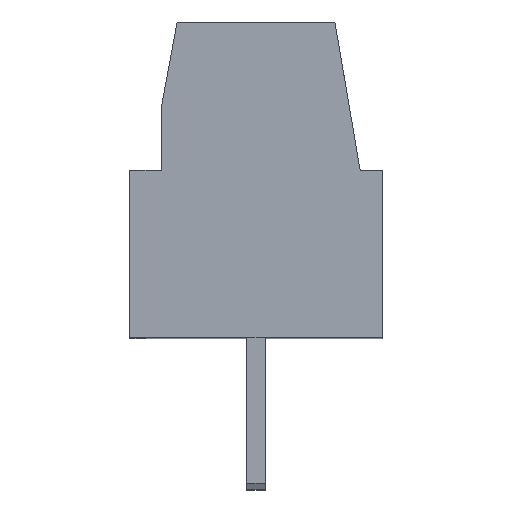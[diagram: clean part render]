
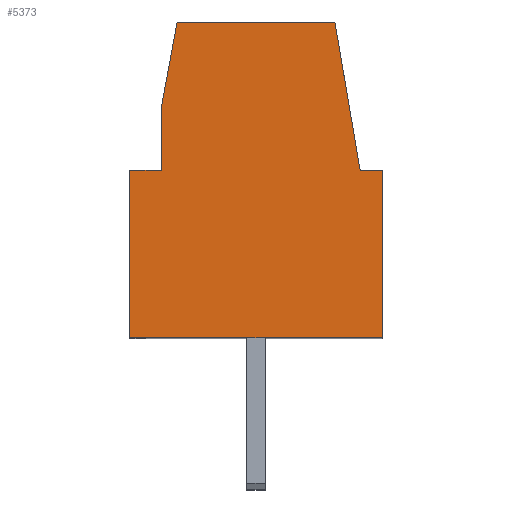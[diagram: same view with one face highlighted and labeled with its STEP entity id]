
A CAD part, top view. The second image highlights one B-rep face of the part: STEP entity #5373.
In plain terms, the highlighted planar face has unit normal (0, 0, 1).
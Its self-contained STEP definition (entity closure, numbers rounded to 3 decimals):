
#1349 = CARTESIAN_POINT ( 'NONE',  ( -2.5, 10., 15. ) ) ;
#1350 = LINE ( 'NONE', #1349, #1408 ) ;
#1351 = DIRECTION ( 'NONE',  ( -1., 0., 0. ) ) ;
#1352 = DIRECTION ( 'NONE',  ( 0., 0., -1. ) ) ;
#1353 = CARTESIAN_POINT ( 'NONE',  ( -3.37, 5.3, 15. ) ) ;
#1354 = AXIS2_PLACEMENT_3D ( 'NONE', #1353, #1352, #1351 ) ;
#1355 = PLANE ( 'NONE',  #1354 ) ;
#1356 = FACE_OUTER_BOUND ( 'NONE', #5374, .T. ) ;
#1407 = DIRECTION ( 'NONE',  ( -1., 0., 0. ) ) ;
#1408 = VECTOR ( 'NONE', #1407, 1000. ) ;
#1946 = CARTESIAN_POINT ( 'NONE',  ( 3.3, 5.3, 15. ) ) ;
#1952 = DIRECTION ( 'NONE',  ( -0.168, 0.986, 0. ) ) ;
#1953 = VECTOR ( 'NONE', #1952, 1000. ) ;
#1954 = CARTESIAN_POINT ( 'NONE',  ( 2.5, 10., 15. ) ) ;
#1955 = LINE ( 'NONE', #1954, #1953 ) ;
#2121 = CARTESIAN_POINT ( 'NONE',  ( 2.5, 10., 15. ) ) ;
#2203 = DIRECTION ( 'NONE',  ( 1., 0., 0. ) ) ;
#2204 = VECTOR ( 'NONE', #2203, 1000. ) ;
#2205 = CARTESIAN_POINT ( 'NONE',  ( 4., 0., 15. ) ) ;
#2206 = LINE ( 'NONE', #2205, #2204 ) ;
#2212 = DIRECTION ( 'NONE',  ( -1., 0., 0. ) ) ;
#2213 = VECTOR ( 'NONE', #2212, 1000. ) ;
#2214 = CARTESIAN_POINT ( 'NONE',  ( -4., 5.3, 15. ) ) ;
#2215 = LINE ( 'NONE', #2214, #2213 ) ;
#2325 = CARTESIAN_POINT ( 'NONE',  ( -4., 0., 15. ) ) ;
#2326 = CARTESIAN_POINT ( 'NONE',  ( 4., 0., 15. ) ) ;
#2764 = LINE ( 'NONE', #2821, #2820 ) ;
#2819 = DIRECTION ( 'NONE',  ( 0., -1., 0. ) ) ;
#2820 = VECTOR ( 'NONE', #2819, 1000. ) ;
#2821 = CARTESIAN_POINT ( 'NONE',  ( -3., 5.3, 15. ) ) ;
#2833 = DIRECTION ( 'NONE',  ( -0.182, -0.983, 0. ) ) ;
#2834 = VECTOR ( 'NONE', #2833, 1000. ) ;
#2835 = CARTESIAN_POINT ( 'NONE',  ( -3., 7.3, 15. ) ) ;
#2836 = LINE ( 'NONE', #2835, #2834 ) ;
#2837 = CARTESIAN_POINT ( 'NONE',  ( -4., 5.3, 15. ) ) ;
#2856 = CARTESIAN_POINT ( 'NONE',  ( -3., 7.3, 15. ) ) ;
#2889 = CARTESIAN_POINT ( 'NONE',  ( -2.5, 10., 15. ) ) ;
#2946 = DIRECTION ( 'NONE',  ( 0., -1., 0. ) ) ;
#2947 = VECTOR ( 'NONE', #2946, 1000. ) ;
#2948 = CARTESIAN_POINT ( 'NONE',  ( -4., 0., 15. ) ) ;
#2949 = LINE ( 'NONE', #2948, #2947 ) ;
#2971 = CARTESIAN_POINT ( 'NONE',  ( -3., 5.3, 15. ) ) ;
#3006 = LINE ( 'NONE', #3072, #3071 ) ;
#3070 = DIRECTION ( 'NONE',  ( -1., 0., 0. ) ) ;
#3071 = VECTOR ( 'NONE', #3070, 1000. ) ;
#3072 = CARTESIAN_POINT ( 'NONE',  ( 3.3, 5.3, 15. ) ) ;
#3149 = CARTESIAN_POINT ( 'NONE',  ( 4., 5.3, 15. ) ) ;
#3159 = DIRECTION ( 'NONE',  ( 0., 1., 0. ) ) ;
#3160 = VECTOR ( 'NONE', #3159, 1000. ) ;
#3161 = CARTESIAN_POINT ( 'NONE',  ( 4., 5.3, 15. ) ) ;
#3162 = LINE ( 'NONE', #3161, #3160 ) ;
#5365 = ORIENTED_EDGE ( 'NONE', *, *, #5567, .T. ) ;
#5366 = ORIENTED_EDGE ( 'NONE', *, *, #5380, .T. ) ;
#5368 = ORIENTED_EDGE ( 'NONE', *, *, #5965, .T. ) ;
#5369 = ORIENTED_EDGE ( 'NONE', *, *, #5926, .T. ) ;
#5370 = ORIENTED_EDGE ( 'NONE', *, *, #5638, .T. ) ;
#5371 = ORIENTED_EDGE ( 'NONE', *, *, #6029, .T. ) ;
#5373 = ADVANCED_FACE ( 'NONE', ( #1356 ), #1355, .F. ) ;
#5374 = EDGE_LOOP ( 'NONE', ( #5375, #5376, #5377, #5369, #5370, #5371, #5368, #5365, #5366 ) ) ;
#5375 = ORIENTED_EDGE ( 'NONE', *, *, #5863, .T. ) ;
#5376 = ORIENTED_EDGE ( 'NONE', *, *, #5831, .T. ) ;
#5377 = ORIENTED_EDGE ( 'NONE', *, *, #5633, .T. ) ;
#5380 = EDGE_CURVE ( 'NONE', #5608, #5897, #1350, .T. ) ;
#5539 = VERTEX_POINT ( 'NONE', #1946 ) ;
#5567 = EDGE_CURVE ( 'NONE', #5539, #5608, #1955, .T. ) ;
#5608 = VERTEX_POINT ( 'NONE', #2121 ) ;
#5633 = EDGE_CURVE ( 'NONE', #5912, #5861, #2215, .T. ) ;
#5638 = EDGE_CURVE ( 'NONE', #5700, #5699, #2206, .T. ) ;
#5699 = VERTEX_POINT ( 'NONE', #2326 ) ;
#5700 = VERTEX_POINT ( 'NONE', #2325 ) ;
#5831 = EDGE_CURVE ( 'NONE', #5890, #5912, #2764, .T. ) ;
#5861 = VERTEX_POINT ( 'NONE', #2837 ) ;
#5863 = EDGE_CURVE ( 'NONE', #5897, #5890, #2836, .T. ) ;
#5890 = VERTEX_POINT ( 'NONE', #2856 ) ;
#5897 = VERTEX_POINT ( 'NONE', #2889 ) ;
#5912 = VERTEX_POINT ( 'NONE', #2971 ) ;
#5926 = EDGE_CURVE ( 'NONE', #5861, #5700, #2949, .T. ) ;
#5965 = EDGE_CURVE ( 'NONE', #6036, #5539, #3006, .T. ) ;
#6029 = EDGE_CURVE ( 'NONE', #5699, #6036, #3162, .T. ) ;
#6036 = VERTEX_POINT ( 'NONE', #3149 ) ;
